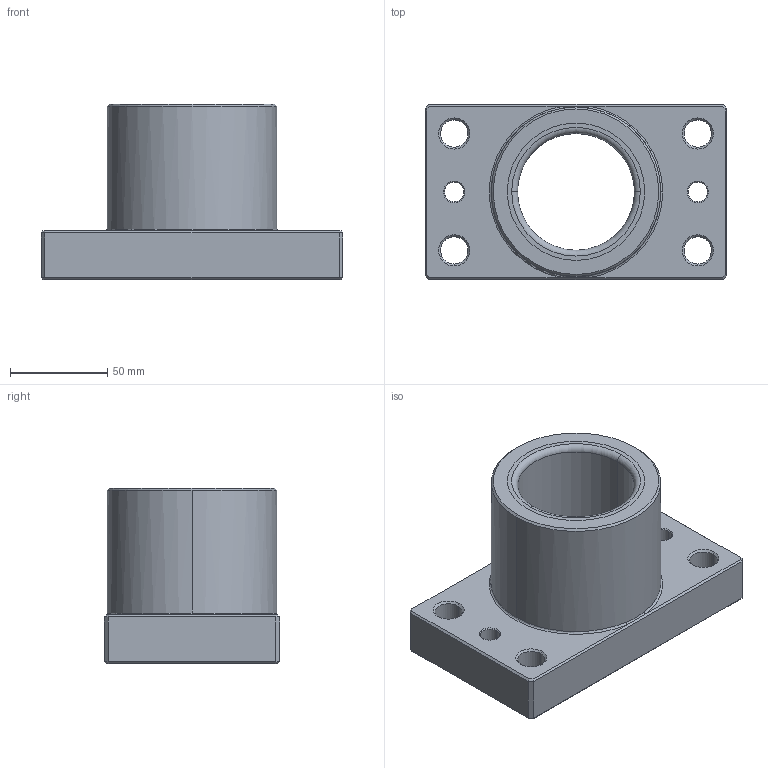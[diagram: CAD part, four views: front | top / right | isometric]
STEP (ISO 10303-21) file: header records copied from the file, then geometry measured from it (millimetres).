
FILE_DESCRIPTION (( 'STEP AP214' ), '1' );
FILE_NAME ('SABP-D50.STEP', '2021-09-19T06:35:46', ( 'User' ), ( 'china' ), 'SwSTEP 2.0', 'SolidWorks 2016', '' );
FILE_SCHEMA (( 'AUTOMOTIVE_DESIGN' ));
Length unit declared in the file: millimetre
Products named in the file (3): SABP-D50傍杶; SABP-D50
Assembly tree (2 placements, depth 2):
  SABP-D50
    SABP-D50
    SABP-D50傍杶
Bounding box: 155 x 90 x 90 mm (x, y, z)
Volume: 458460.1 mm3; surface area: 111300.7 mm2
Topology: 2 solids, 2 shells, 107 faces, 250 edges, 149 vertices
Faces by surface type: plane 40, cylinder 30, cone 28, torus 7, bspline 2
Entity records: 3256 total; most frequent: CARTESIAN_POINT 611, DIRECTION 574, ORIENTED_EDGE 500, EDGE_CURVE 250, AXIS2_PLACEMENT_3D 216, VERTEX_POINT 149, LINE 142, VECTOR 142
